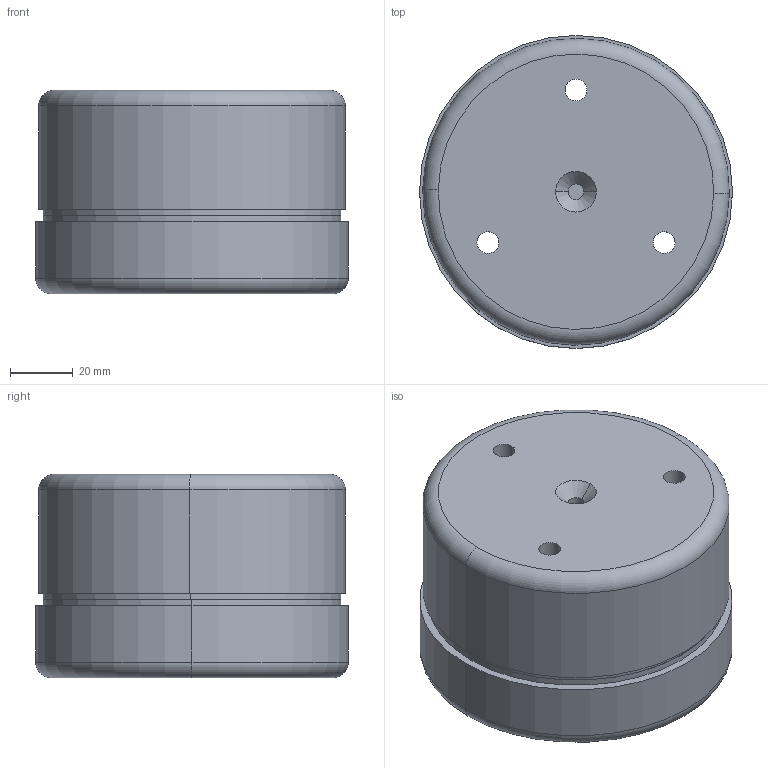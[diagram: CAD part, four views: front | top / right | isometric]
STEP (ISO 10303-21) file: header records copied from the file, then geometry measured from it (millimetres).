
FILE_DESCRIPTION (( 'STEP AP203' ), '1' );
FILE_NAME ('MOULE PORTE MANTEAU.STEP', '2023-07-17T07:10:50', ( '' ), ( '' ), 'SwSTEP 2.0', 'SolidWorks 2021', '' );
FILE_SCHEMA (( 'CONFIG_CONTROL_DESIGN' ));
Length unit declared in the file: millimetre
Products named in the file (3): MOULE 2; MOULE 1; MOULE PORTE MANTEAU
Assembly tree (2 placements, depth 2):
  MOULE PORTE MANTEAU
    MOULE 1
    MOULE 2
Bounding box: 100 x 100 x 65 mm (x, y, z)
Volume: 443480 mm3; surface area: 58260 mm2
Topology: 2 solids, 2 shells, 63 faces, 140 edges, 86 vertices
Faces by surface type: cylinder 34, plane 11, cone 10, torus 8
Entity records: 2083 total; most frequent: DIRECTION 364, CARTESIAN_POINT 290, ORIENTED_EDGE 272, AXIS2_PLACEMENT_3D 160, EDGE_CURVE 136, CIRCLE 92, EDGE_LOOP 86, VERTEX_POINT 86
